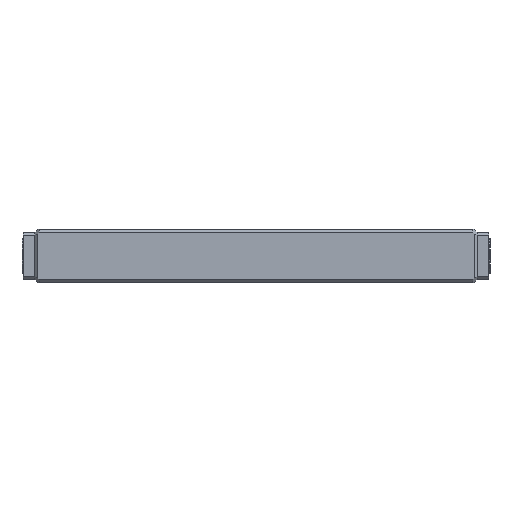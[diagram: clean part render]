
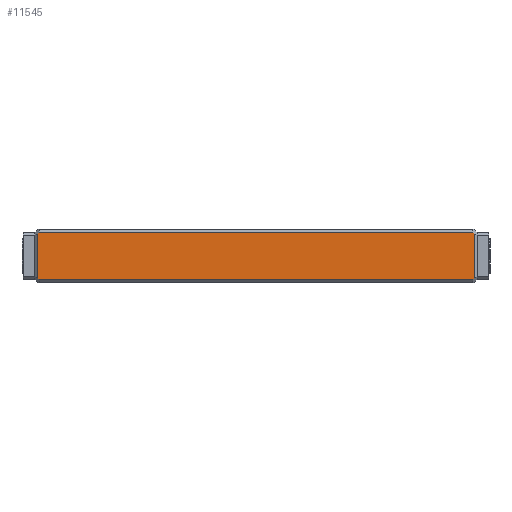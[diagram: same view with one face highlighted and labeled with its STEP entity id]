
A CAD part, front view. The second image highlights one B-rep face of the part: STEP entity #11545.
In plain terms, the highlighted planar face has unit normal (0, -1, 0).
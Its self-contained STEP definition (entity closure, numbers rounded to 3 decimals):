
#9538=FACE_OUTER_BOUND('',#18838,.T.);
#11545=ADVANCED_FACE('',(#9538),#14031,.T.);
#14031=PLANE('',#52517);
#18838=EDGE_LOOP('',(#22245,#22246,#22247,#22248,#22249,#22250,#22251,#22252));
#22245=ORIENTED_EDGE('',*,*,#38857,.T.);
#22246=ORIENTED_EDGE('',*,*,#38858,.F.);
#22247=ORIENTED_EDGE('',*,*,#38859,.T.);
#22248=ORIENTED_EDGE('',*,*,#38860,.T.);
#22249=ORIENTED_EDGE('',*,*,#38861,.T.);
#22250=ORIENTED_EDGE('',*,*,#38862,.F.);
#22251=ORIENTED_EDGE('',*,*,#38863,.T.);
#22252=ORIENTED_EDGE('',*,*,#38864,.T.);
#34605=VERTEX_POINT('',#67942);
#34606=VERTEX_POINT('',#67943);
#34607=VERTEX_POINT('',#67945);
#34608=VERTEX_POINT('',#67947);
#34609=VERTEX_POINT('',#67949);
#34610=VERTEX_POINT('',#67951);
#34611=VERTEX_POINT('',#67953);
#34612=VERTEX_POINT('',#67955);
#38857=EDGE_CURVE('',#34605,#34606,#44952,.T.);
#38858=EDGE_CURVE('',#34607,#34606,#44953,.T.);
#38859=EDGE_CURVE('',#34607,#34608,#44954,.T.);
#38860=EDGE_CURVE('',#34608,#34609,#44955,.T.);
#38861=EDGE_CURVE('',#34609,#34610,#44956,.T.);
#38862=EDGE_CURVE('',#34611,#34610,#44957,.T.);
#38863=EDGE_CURVE('',#34611,#34612,#44958,.T.);
#38864=EDGE_CURVE('',#34612,#34605,#44959,.T.);
#44952=LINE('',#67941,#48824);
#44953=LINE('',#67944,#48825);
#44954=LINE('',#67946,#48826);
#44955=LINE('',#67948,#48827);
#44956=LINE('',#67950,#48828);
#44957=LINE('',#67952,#48829);
#44958=LINE('',#67954,#48830);
#44959=LINE('',#67956,#48831);
#48824=VECTOR('',#56303,1.);
#48825=VECTOR('',#56304,1.);
#48826=VECTOR('',#56305,1.);
#48827=VECTOR('',#56306,1.);
#48828=VECTOR('',#56307,1.);
#48829=VECTOR('',#56308,1.);
#48830=VECTOR('',#56309,1.);
#48831=VECTOR('',#56310,1.);
#52517=AXIS2_PLACEMENT_3D('',#67957,#56311,#56312);
#56303=DIRECTION('',(-1.,0.,0.));
#56304=DIRECTION('',(0.577,0.,0.816));
#56305=DIRECTION('',(0.,0.,-1.));
#56306=DIRECTION('',(0.577,0.,-0.816));
#56307=DIRECTION('',(1.,0.,0.));
#56308=DIRECTION('',(-0.577,0.,-0.816));
#56309=DIRECTION('',(0.,0.,1.));
#56310=DIRECTION('',(-0.577,0.,0.816));
#56311=DIRECTION('',(0.,-1.,0.));
#56312=DIRECTION('',(1.,0.,0.));
#67941=CARTESIAN_POINT('',(-37.5,-4.5,4.));
#67942=CARTESIAN_POINT('',(36.8,-4.5,4.));
#67943=CARTESIAN_POINT('',(-36.8,-4.5,4.));
#67944=CARTESIAN_POINT('',(-37.082,-4.5,3.601));
#67945=CARTESIAN_POINT('',(-37.,-4.5,3.717));
#67946=CARTESIAN_POINT('',(-37.,-4.5,-4.));
#67947=CARTESIAN_POINT('',(-37.,-4.5,-3.717));
#67948=CARTESIAN_POINT('',(-41.04,-4.5,1.997));
#67949=CARTESIAN_POINT('',(-36.8,-4.5,-4.));
#67950=CARTESIAN_POINT('',(-37.5,-4.5,-4.));
#67951=CARTESIAN_POINT('',(36.8,-4.5,-4.));
#67952=CARTESIAN_POINT('',(37.082,-4.5,-3.601));
#67953=CARTESIAN_POINT('',(37.,-4.5,-3.717));
#67954=CARTESIAN_POINT('',(37.,-4.5,4.5));
#67955=CARTESIAN_POINT('',(37.,-4.5,3.717));
#67956=CARTESIAN_POINT('',(11.798,-4.5,39.359));
#67957=CARTESIAN_POINT('',(-37.5,-4.5,4.5));
